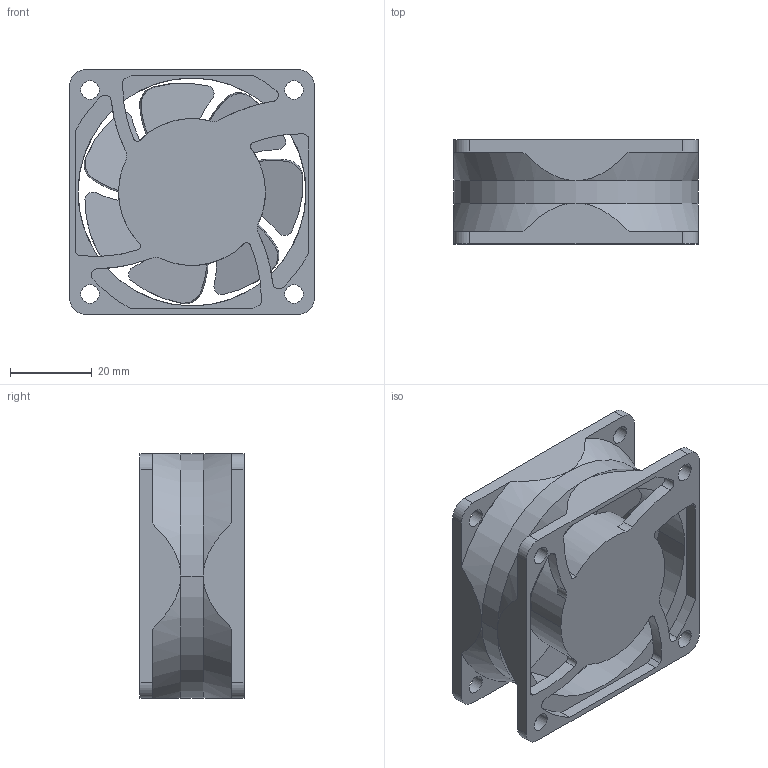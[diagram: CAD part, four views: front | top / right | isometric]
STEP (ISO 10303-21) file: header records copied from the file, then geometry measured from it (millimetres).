
FILE_DESCRIPTION(('starvars output'),'2;1');
FILE_NAME('tudc_out.stp','09:18:52 2014/09/17',( 'Thomas Industrial Network Germany GmbH'),( 'Thomas Industrial Network Germany GmbH'),'unknown preprocess','ACIS' ,'unknown authorization');
FILE_SCHEMA(('AUTOMOTIVE_DESIGN_CC2 {UNKNOWN IMPLEMENTATION LEVEL}'));
Length unit declared in the file: millimetre
Products named in the file (1): PRODUCT_ID_3
Bounding box: 60 x 25.5 x 60 mm (x, y, z)
Volume: 42142.4 mm3; surface area: 21096.4 mm2
Topology: 1 solids, 1 shells, 158 faces, 436 edges, 284 vertices
Faces by surface type: cylinder 100, plane 50, cone 8
Entity records: 6124 total; most frequent: CARTESIAN_POINT 887, ORIENTED_EDGE 872, DIRECTION 800, EDGE_CURVE 436, AXIS2_PLACEMENT_3D 327, VERTEX_POINT 284, CIRCLE 187, EDGE_LOOP 186
